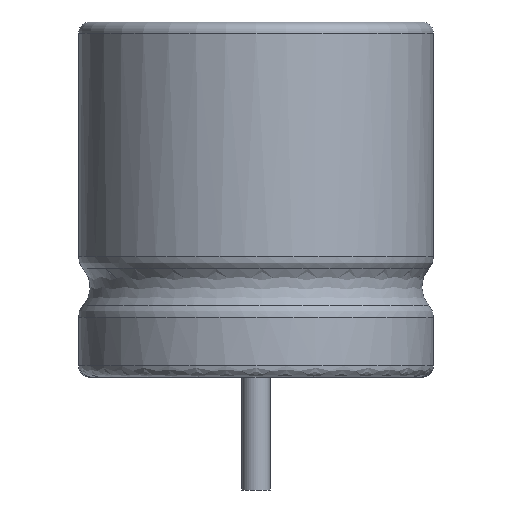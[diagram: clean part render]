
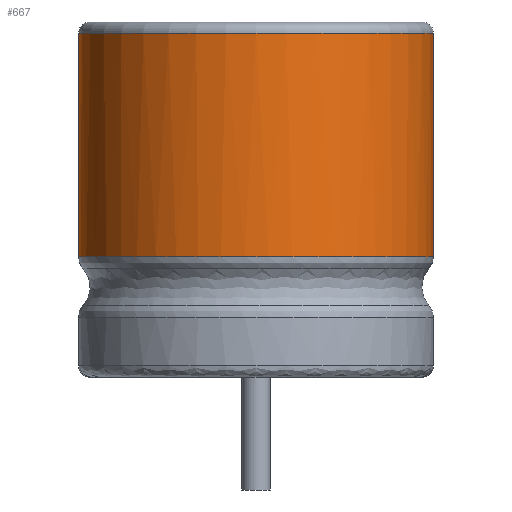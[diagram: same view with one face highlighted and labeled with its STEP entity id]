
A CAD part, left-side view. The second image highlights one B-rep face of the part: STEP entity #667.
In plain terms, the highlighted cylindrical face has radius 3.15 mm (diameter 6.3 mm), a partial arc.
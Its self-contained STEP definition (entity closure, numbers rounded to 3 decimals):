
#13=DIRECTION('',(0.,0.,1.));
#107=DIRECTION('',(0.,-0.,-1.));
#108=DIRECTION('',(0.924,-0.383,0.));
#232=VECTOR('',#13,1.);
#532=VERTEX_POINT('',#533);
#533=CARTESIAN_POINT('',(4.16,-1.205,2.135));
#543=ORIENTED_EDGE('',*,*,#544,.T.);
#544=EDGE_CURVE('',#532,#545,#547,.T.);
#545=VERTEX_POINT('',#546);
#546=CARTESIAN_POINT('',(4.16,1.205,2.135));
#547=B_SPLINE_CURVE_WITH_KNOTS('',12,(#548,#549,#550,#551,#552,#553,#554,#555,#556,#557,#558,#559,#560,#561,#562,#563,#564,#565,#566,#567,#568,#569,#570,#571,#572,#573,#574,#575,#576,#577,#578,#579,#580,#581,#582),.UNSPECIFIED.,.F.,.F.,(13,11,11,13),(-0.738,0.,17.318,18.056),.UNSPECIFIED.);
#548=CARTESIAN_POINT('',(4.443,-0.524,2.135));
#549=CARTESIAN_POINT('',(4.419,-0.581,2.135));
#550=CARTESIAN_POINT('',(4.395,-0.638,2.135));
#551=CARTESIAN_POINT('',(4.372,-0.695,2.135));
#552=CARTESIAN_POINT('',(4.348,-0.752,2.135));
#553=CARTESIAN_POINT('',(4.324,-0.809,2.135));
#554=CARTESIAN_POINT('',(4.301,-0.866,2.135));
#555=CARTESIAN_POINT('',(4.277,-0.923,2.135));
#556=CARTESIAN_POINT('',(4.254,-0.979,2.135));
#557=CARTESIAN_POINT('',(4.23,-1.036,2.135));
#558=CARTESIAN_POINT('',(4.207,-1.093,2.135));
#559=CARTESIAN_POINT('',(4.184,-1.149,2.135));
#560=CARTESIAN_POINT('',(3.612,-2.53,2.135));
#561=CARTESIAN_POINT('',(2.397,-3.602,2.135));
#562=CARTESIAN_POINT('',(0.645,-4.026,2.135));
#563=CARTESIAN_POINT('',(-1.235,-3.474,2.135));
#564=CARTESIAN_POINT('',(-2.634,-2.095,2.135));
#565=CARTESIAN_POINT('',(-3.336,0.,2.135));
#566=CARTESIAN_POINT('',(-2.634,2.095,2.135));
#567=CARTESIAN_POINT('',(-1.235,3.474,2.135));
#568=CARTESIAN_POINT('',(0.645,4.026,2.135));
#569=CARTESIAN_POINT('',(2.397,3.602,2.135));
#570=CARTESIAN_POINT('',(3.612,2.53,2.135));
#571=CARTESIAN_POINT('',(4.184,1.149,2.135));
#572=CARTESIAN_POINT('',(4.207,1.093,2.135));
#573=CARTESIAN_POINT('',(4.23,1.036,2.135));
#574=CARTESIAN_POINT('',(4.254,0.979,2.135));
#575=CARTESIAN_POINT('',(4.277,0.923,2.135));
#576=CARTESIAN_POINT('',(4.301,0.866,2.135));
#577=CARTESIAN_POINT('',(4.324,0.809,2.135));
#578=CARTESIAN_POINT('',(4.348,0.752,2.135));
#579=CARTESIAN_POINT('',(4.372,0.695,2.135));
#580=CARTESIAN_POINT('',(4.395,0.638,2.135));
#581=CARTESIAN_POINT('',(4.419,0.581,2.135));
#582=CARTESIAN_POINT('',(4.443,0.524,2.135));
#667=ADVANCED_FACE('',(#668),#687,.T.);
#668=FACE_BOUND('',#669,.F.);
#669=EDGE_LOOP('',(#670,#543,#676,#682));
#670=ORIENTED_EDGE('',*,*,#671,.F.);
#671=EDGE_CURVE('',#532,#672,#674,.T.);
#672=VERTEX_POINT('',#673);
#673=CARTESIAN_POINT('',(4.16,-1.205,6.1));
#674=LINE('',#675,#232);
#675=CARTESIAN_POINT('',(4.16,-1.205,2.));
#676=ORIENTED_EDGE('',*,*,#677,.T.);
#677=EDGE_CURVE('',#545,#678,#680,.T.);
#678=VERTEX_POINT('',#679);
#679=CARTESIAN_POINT('',(4.16,1.205,6.1));
#680=LINE('',#681,#232);
#681=CARTESIAN_POINT('',(4.16,1.205,2.));
#682=ORIENTED_EDGE('',*,*,#683,.F.);
#683=EDGE_CURVE('',#672,#678,#684,.T.);
#684=CIRCLE('',#685,3.15);
#685=AXIS2_PLACEMENT_3D('',#686,#107,#108);
#686=CARTESIAN_POINT('',(1.25,0.,6.1));
#687=CYLINDRICAL_SURFACE('',#688,3.15);
#688=AXIS2_PLACEMENT_3D('',#689,#13,#108);
#689=CARTESIAN_POINT('',(1.25,0.,2.));
